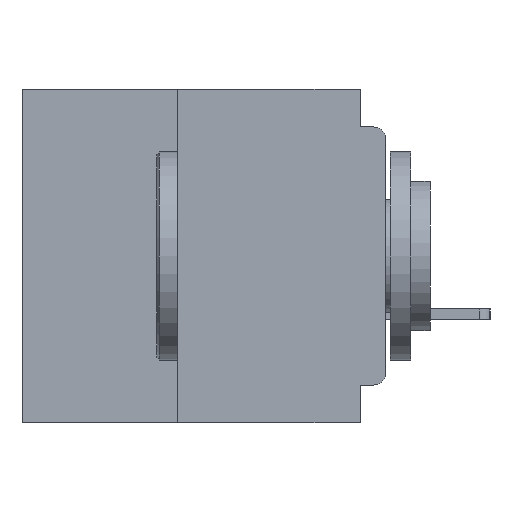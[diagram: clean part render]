
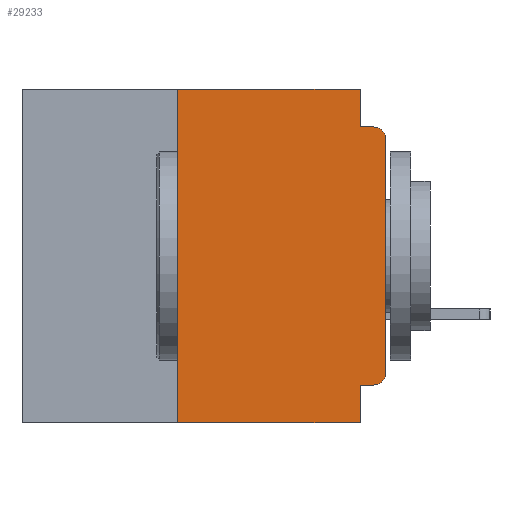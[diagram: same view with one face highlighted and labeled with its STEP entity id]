
A CAD part, left-side view. The second image highlights one B-rep face of the part: STEP entity #29233.
In plain terms, the highlighted planar face has unit normal (-1, 0, 0).
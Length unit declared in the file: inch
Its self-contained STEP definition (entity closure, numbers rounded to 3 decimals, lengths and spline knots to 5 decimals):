
#540 = DIRECTION ( 'NONE',  ( 1., 0., 0. ) ) ;
#707 = EDGE_CURVE ( 'NONE', #6003, #33478, #50699, .T. ) ;
#3847 = ORIENTED_EDGE ( 'NONE', *, *, #41775, .T. ) ;
#4222 = AXIS2_PLACEMENT_3D ( 'NONE', #43379, #40470, #52237 ) ;
#4337 = ORIENTED_EDGE ( 'NONE', *, *, #8007, .F. ) ;
#5006 = CARTESIAN_POINT ( 'NONE',  ( 0., 0., -0.06 ) ) ;
#5233 = CARTESIAN_POINT ( 'NONE',  ( 0., 0.015, -0.045 ) ) ;
#5788 = ORIENTED_EDGE ( 'NONE', *, *, #50076, .T. ) ;
#6003 = VERTEX_POINT ( 'NONE', #51532 ) ;
#6260 = CARTESIAN_POINT ( 'NONE',  ( 0., 0.25, -0.4 ) ) ;
#7010 = CARTESIAN_POINT ( 'NONE',  ( 0., 0.031, -0.045 ) ) ;
#8007 = EDGE_CURVE ( 'NONE', #6003, #13988, #47256, .T. ) ;
#8241 = VECTOR ( 'NONE', #23556, 39.37008 ) ;
#9586 = LINE ( 'NONE', #36664, #8241 ) ;
#10936 = CARTESIAN_POINT ( 'NONE',  ( 0., 0., -0.355 ) ) ;
#11393 = LINE ( 'NONE', #55942, #33427 ) ;
#11778 = DIRECTION ( 'NONE',  ( -1., 0., 0. ) ) ;
#12720 = CARTESIAN_POINT ( 'NONE',  ( 0., 0.031, 0. ) ) ;
#12932 = VERTEX_POINT ( 'NONE', #47375 ) ;
#13631 = AXIS2_PLACEMENT_3D ( 'NONE', #38085, #11778, #42539 ) ;
#13988 = VERTEX_POINT ( 'NONE', #19810 ) ;
#15846 = CARTESIAN_POINT ( 'NONE',  ( 0., 0., 0. ) ) ;
#16449 = DIRECTION ( 'NONE',  ( 0., 0., -1. ) ) ;
#16595 = CARTESIAN_POINT ( 'NONE',  ( 0., 0.437, -0.4 ) ) ;
#17491 = CARTESIAN_POINT ( 'NONE',  ( 0., 0.437, 0. ) ) ;
#17741 = VERTEX_POINT ( 'NONE', #18220 ) ;
#17751 = VERTEX_POINT ( 'NONE', #5233 ) ;
#17948 = AXIS2_PLACEMENT_3D ( 'NONE', #22223, #540, #31279 ) ;
#17965 = VECTOR ( 'NONE', #30562, 39.37008 ) ;
#18220 = CARTESIAN_POINT ( 'NONE',  ( 0., 0.031, -0.4 ) ) ;
#18595 = CARTESIAN_POINT ( 'NONE',  ( 0., 0., -0.045 ) ) ;
#19543 = VECTOR ( 'NONE', #51755, 39.37008 ) ;
#19714 = VECTOR ( 'NONE', #21927, 39.37008 ) ;
#19810 = CARTESIAN_POINT ( 'NONE',  ( 0., 0.031, -0.355 ) ) ;
#20204 = VERTEX_POINT ( 'NONE', #6260 ) ;
#21927 = DIRECTION ( 'NONE',  ( 0., -1., 0. ) ) ;
#22223 = CARTESIAN_POINT ( 'NONE',  ( 0., 0.437, 0. ) ) ;
#22466 = EDGE_CURVE ( 'NONE', #12932, #52403, #27232, .T. ) ;
#22959 = EDGE_CURVE ( 'NONE', #13988, #17741, #11393, .T. ) ;
#23556 = DIRECTION ( 'NONE',  ( 0., 0., 1. ) ) ;
#23826 = VECTOR ( 'NONE', #46104, 39.37008 ) ;
#25852 = ORIENTED_EDGE ( 'NONE', *, *, #22959, .F. ) ;
#25906 = VECTOR ( 'NONE', #42204, 39.37008 ) ;
#27232 = LINE ( 'NONE', #17491, #19714 ) ;
#28265 = VERTEX_POINT ( 'NONE', #7010 ) ;
#29233 = ADVANCED_FACE ( 'NONE', ( #39444 ), #53119, .F. ) ;
#30400 = EDGE_CURVE ( 'NONE', #52403, #28265, #38590, .T. ) ;
#30562 = DIRECTION ( 'NONE',  ( 0., 0., -1. ) ) ;
#31279 = DIRECTION ( 'NONE',  ( 0., 0., -1. ) ) ;
#33076 = CARTESIAN_POINT ( 'NONE',  ( 0., 0., -0.34 ) ) ;
#33427 = VECTOR ( 'NONE', #16449, 39.37008 ) ;
#33478 = VERTEX_POINT ( 'NONE', #33076 ) ;
#33787 = EDGE_CURVE ( 'NONE', #28265, #17751, #35721, .T. ) ;
#33866 = EDGE_CURVE ( 'NONE', #20204, #12932, #9586, .T. ) ;
#35721 = LINE ( 'NONE', #18595, #50146 ) ;
#36664 = CARTESIAN_POINT ( 'NONE',  ( 0., 0.25, -0.4 ) ) ;
#38085 = CARTESIAN_POINT ( 'NONE',  ( 0., 0.015, -0.06 ) ) ;
#38590 = LINE ( 'NONE', #56714, #17965 ) ;
#39444 = FACE_OUTER_BOUND ( 'NONE', #44999, .T. ) ;
#40470 = DIRECTION ( 'NONE',  ( -1., 0., 0. ) ) ;
#40897 = ORIENTED_EDGE ( 'NONE', *, *, #33866, .F. ) ;
#41775 = EDGE_CURVE ( 'NONE', #33478, #51370, #50697, .T. ) ;
#42204 = DIRECTION ( 'NONE',  ( 0., 0., 1. ) ) ;
#42539 = DIRECTION ( 'NONE',  ( 0., 0., -1. ) ) ;
#42805 = ORIENTED_EDGE ( 'NONE', *, *, #30400, .F. ) ;
#43379 = CARTESIAN_POINT ( 'NONE',  ( 0., 0.015, -0.34 ) ) ;
#44329 = LINE ( 'NONE', #16595, #19543 ) ;
#44999 = EDGE_LOOP ( 'NONE', ( #3847, #5788, #54677, #42805, #53670, #40897, #47255, #25852, #4337, #45686 ) ) ;
#45686 = ORIENTED_EDGE ( 'NONE', *, *, #707, .T. ) ;
#46104 = DIRECTION ( 'NONE',  ( 0., 1., 0. ) ) ;
#46152 = EDGE_CURVE ( 'NONE', #20204, #17741, #44329, .T. ) ;
#47255 = ORIENTED_EDGE ( 'NONE', *, *, #46152, .T. ) ;
#47256 = LINE ( 'NONE', #10936, #23826 ) ;
#47375 = CARTESIAN_POINT ( 'NONE',  ( 0., 0.25, 0. ) ) ;
#50076 = EDGE_CURVE ( 'NONE', #51370, #17751, #53045, .T. ) ;
#50146 = VECTOR ( 'NONE', #53715, 39.37008 ) ;
#50697 = LINE ( 'NONE', #15846, #25906 ) ;
#50699 = CIRCLE ( 'NONE', #4222, 0.015 ) ;
#51370 = VERTEX_POINT ( 'NONE', #5006 ) ;
#51532 = CARTESIAN_POINT ( 'NONE',  ( 0., 0.015, -0.355 ) ) ;
#51755 = DIRECTION ( 'NONE',  ( 0., -1., 0. ) ) ;
#52237 = DIRECTION ( 'NONE',  ( 0., 0., -1. ) ) ;
#52403 = VERTEX_POINT ( 'NONE', #12720 ) ;
#53045 = CIRCLE ( 'NONE', #13631, 0.015 ) ;
#53119 = PLANE ( 'NONE',  #17948 ) ;
#53670 = ORIENTED_EDGE ( 'NONE', *, *, #22466, .F. ) ;
#53715 = DIRECTION ( 'NONE',  ( 0., -1., 0. ) ) ;
#54677 = ORIENTED_EDGE ( 'NONE', *, *, #33787, .F. ) ;
#55942 = CARTESIAN_POINT ( 'NONE',  ( 0., 0.031, -0.4 ) ) ;
#56714 = CARTESIAN_POINT ( 'NONE',  ( 0., 0.031, 0. ) ) ;
